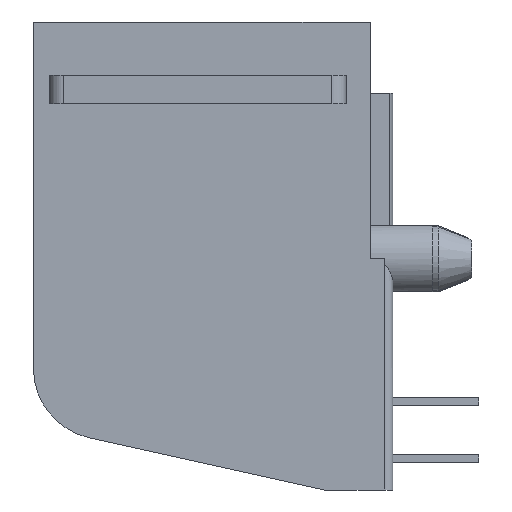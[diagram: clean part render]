
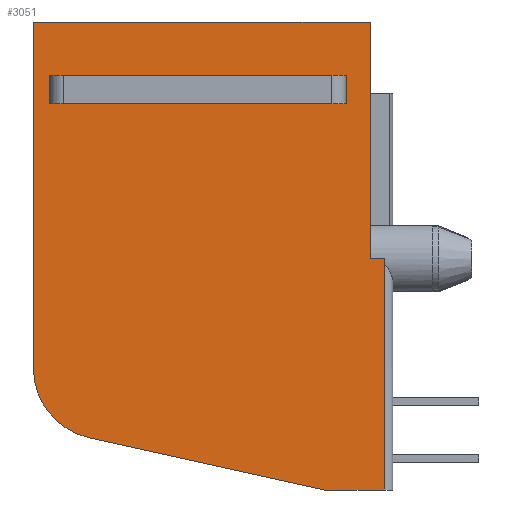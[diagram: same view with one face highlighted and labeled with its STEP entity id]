
A CAD part, left-side view. The second image highlights one B-rep face of the part: STEP entity #3051.
In plain terms, the highlighted planar face has unit normal (-1, 0, 0).
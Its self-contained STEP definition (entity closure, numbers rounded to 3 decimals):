
#275=DIRECTION('',(0.,1.,0.));
#276=VECTOR('',#275,13.208);
#277=CARTESIAN_POINT('',(-6.731,-6.426,-2.362));
#278=LINE('',#277,#276);
#279=DIRECTION('',(0.,0.,1.));
#280=VECTOR('',#279,1.27);
#281=CARTESIAN_POINT('',(-6.731,6.782,-3.632));
#282=LINE('',#281,#280);
#283=DIRECTION('',(0.,1.,0.));
#284=VECTOR('',#283,13.208);
#285=CARTESIAN_POINT('',(-6.731,-6.426,-3.632));
#286=LINE('',#285,#284);
#287=DIRECTION('',(0.,0.,1.));
#288=VECTOR('',#287,1.27);
#289=CARTESIAN_POINT('',(-6.731,-6.426,-3.632));
#290=LINE('',#289,#288);
#291=DIRECTION('',(0.,0.,1.));
#292=VECTOR('',#291,10.541);
#293=CARTESIAN_POINT('',(-6.731,-7.493,-10.541));
#294=LINE('',#293,#292);
#295=DIRECTION('',(0.,-1.,0.));
#296=VECTOR('',#295,0.635);
#297=CARTESIAN_POINT('',(-6.731,-7.493,-10.541));
#298=LINE('',#297,#296);
#299=DIRECTION('',(0.,-0.976,-0.216));
#300=VECTOR('',#299,10.72);
#301=CARTESIAN_POINT('',(-6.731,5.005,-18.508));
#302=LINE('',#301,#300);
#303=CARTESIAN_POINT('',(-6.731,4.318,-15.408));
#304=DIRECTION('',(-1.,0.,0.));
#305=DIRECTION('',(0.,1.,0.));
#306=AXIS2_PLACEMENT_3D('',#303,#304,#305);
#308=DIRECTION('',(0.,0.,-1.));
#309=VECTOR('',#308,15.408);
#310=CARTESIAN_POINT('',(-6.731,7.493,0.));
#311=LINE('',#310,#309);
#312=DIRECTION('',(0.,1.,0.));
#313=VECTOR('',#312,14.986);
#314=CARTESIAN_POINT('',(-6.731,-7.493,0.));
#315=LINE('',#314,#313);
#467=DIRECTION('',(0.,0.,-1.));
#468=VECTOR('',#467,10.287);
#469=CARTESIAN_POINT('',(-6.731,-8.128,-10.541));
#470=LINE('',#469,#468);
#707=DIRECTION('',(0.,-1.,0.));
#708=VECTOR('',#707,2.667);
#709=CARTESIAN_POINT('',(-6.731,-5.461,-20.828));
#710=LINE('',#709,#708);
#2231=CARTESIAN_POINT('',(-6.731,7.493,0.));
#2232=CARTESIAN_POINT('',(-6.731,7.493,-15.408));
#2233=VERTEX_POINT('',#2231);
#2234=VERTEX_POINT('',#2232);
#2235=CARTESIAN_POINT('',(-6.731,5.005,-18.508));
#2236=CARTESIAN_POINT('',(-6.731,-5.461,-20.828));
#2237=VERTEX_POINT('',#2235);
#2238=VERTEX_POINT('',#2236);
#2241=CARTESIAN_POINT('',(-6.731,-7.493,0.));
#2242=VERTEX_POINT('',#2241);
#2271=CARTESIAN_POINT('',(-6.731,-8.128,-10.541));
#2272=CARTESIAN_POINT('',(-6.731,-8.128,-20.828));
#2273=VERTEX_POINT('',#2271);
#2274=VERTEX_POINT('',#2272);
#2289=CARTESIAN_POINT('',(-6.731,-7.493,-10.541));
#2290=VERTEX_POINT('',#2289);
#2671=CARTESIAN_POINT('',(-6.731,-6.426,-2.362));
#2672=CARTESIAN_POINT('',(-6.731,6.782,-2.362));
#2673=VERTEX_POINT('',#2671);
#2674=VERTEX_POINT('',#2672);
#2675=CARTESIAN_POINT('',(-6.731,-6.426,-3.632));
#2676=CARTESIAN_POINT('',(-6.731,6.782,-3.632));
#2677=VERTEX_POINT('',#2675);
#2678=VERTEX_POINT('',#2676);
#3020=CARTESIAN_POINT('',(-6.731,0.,0.));
#3021=DIRECTION('',(-1.,0.,0.));
#3022=DIRECTION('',(0.,0.,1.));
#3023=AXIS2_PLACEMENT_3D('',#3020,#3021,#3022);
#3024=PLANE('',#3023);
#3026=ORIENTED_EDGE('',*,*,#3025,.F.);
#3028=ORIENTED_EDGE('',*,*,#3027,.T.);
#3030=ORIENTED_EDGE('',*,*,#3029,.T.);
#3032=ORIENTED_EDGE('',*,*,#3031,.F.);
#3034=ORIENTED_EDGE('',*,*,#3033,.F.);
#3036=ORIENTED_EDGE('',*,*,#3035,.F.);
#3038=ORIENTED_EDGE('',*,*,#3037,.F.);
#3040=ORIENTED_EDGE('',*,*,#3039,.F.);
#3041=EDGE_LOOP('',(#3026,#3028,#3030,#3032,#3034,#3036,#3038,#3040));
#3042=FACE_OUTER_BOUND('',#3041,.F.);
#3043=ORIENTED_EDGE('',*,*,#2902,.T.);
#3045=ORIENTED_EDGE('',*,*,#3044,.F.);
#3046=ORIENTED_EDGE('',*,*,#2954,.F.);
#3048=ORIENTED_EDGE('',*,*,#3047,.T.);
#3049=EDGE_LOOP('',(#3043,#3045,#3046,#3048));
#3050=FACE_BOUND('',#3049,.F.);
#307=CIRCLE('',#306,3.175);
#2902=EDGE_CURVE('',#2673,#2674,#278,.T.);
#2954=EDGE_CURVE('',#2677,#2678,#286,.T.);
#3025=EDGE_CURVE('',#2290,#2242,#294,.T.);
#3027=EDGE_CURVE('',#2290,#2273,#298,.T.);
#3029=EDGE_CURVE('',#2273,#2274,#470,.T.);
#3031=EDGE_CURVE('',#2238,#2274,#710,.T.);
#3033=EDGE_CURVE('',#2237,#2238,#302,.T.);
#3035=EDGE_CURVE('',#2234,#2237,#307,.T.);
#3037=EDGE_CURVE('',#2233,#2234,#311,.T.);
#3039=EDGE_CURVE('',#2242,#2233,#315,.T.);
#3044=EDGE_CURVE('',#2678,#2674,#282,.T.);
#3047=EDGE_CURVE('',#2677,#2673,#290,.T.);
#3051=ADVANCED_FACE('',(#3042,#3050),#3024,.T.);
